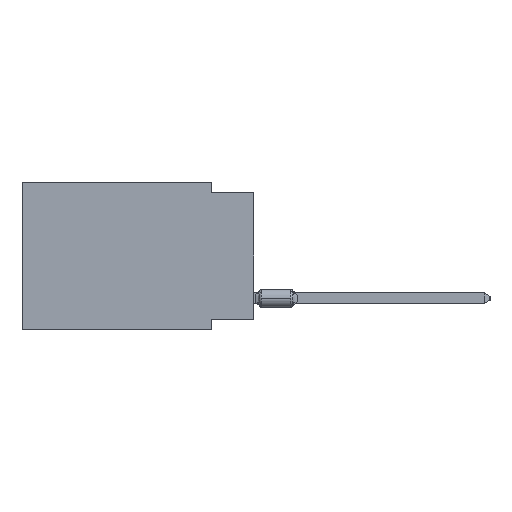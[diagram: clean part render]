
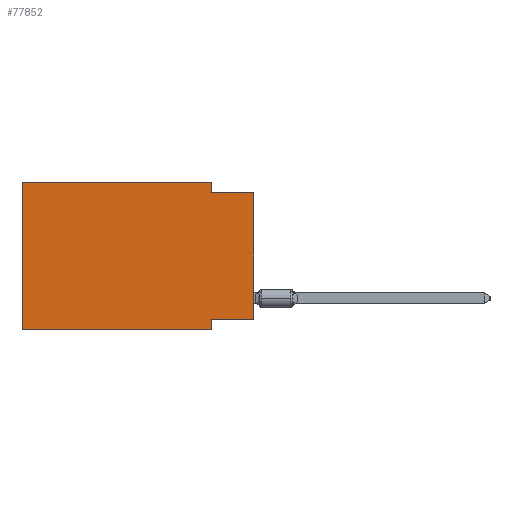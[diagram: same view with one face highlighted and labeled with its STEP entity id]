
A CAD part, left-side view. The second image highlights one B-rep face of the part: STEP entity #77852.
In plain terms, the highlighted planar face has unit normal (-1, 0, 0).
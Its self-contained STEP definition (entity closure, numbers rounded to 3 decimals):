
#815 = DIRECTION ( 'NONE',  ( 0., 0., 1. ) ) ;
#980 = VECTOR ( 'NONE', #12896, 1000. ) ;
#3208 = VERTEX_POINT ( 'NONE', #91340 ) ;
#3307 = ORIENTED_EDGE ( 'NONE', *, *, #31711, .F. ) ;
#3472 = DIRECTION ( 'NONE',  ( 0., 1., 0. ) ) ;
#4957 = VERTEX_POINT ( 'NONE', #80329 ) ;
#7145 = LINE ( 'NONE', #15161, #26729 ) ;
#9242 = VECTOR ( 'NONE', #38477, 1000. ) ;
#9902 = CARTESIAN_POINT ( 'NONE',  ( 0., 2.54, -8.255 ) ) ;
#10275 = PLANE ( 'NONE',  #53141 ) ;
#11099 = ORIENTED_EDGE ( 'NONE', *, *, #91455, .T. ) ;
#12758 = VECTOR ( 'NONE', #3472, 1000. ) ;
#12896 = DIRECTION ( 'NONE',  ( 0., -1., 0. ) ) ;
#14500 = LINE ( 'NONE', #46036, #980 ) ;
#15161 = CARTESIAN_POINT ( 'NONE',  ( 0., 2.54, 0. ) ) ;
#17235 = ORIENTED_EDGE ( 'NONE', *, *, #94820, .F. ) ;
#21622 = EDGE_CURVE ( 'NONE', #47109, #92206, #71652, .T. ) ;
#22617 = ORIENTED_EDGE ( 'NONE', *, *, #21622, .F. ) ;
#26729 = VECTOR ( 'NONE', #30669, 1000. ) ;
#28481 = LINE ( 'NONE', #77138, #31164 ) ;
#29446 = CARTESIAN_POINT ( 'NONE',  ( 0., 2.54, 0. ) ) ;
#29532 = VECTOR ( 'NONE', #64774, 1000. ) ;
#29867 = CARTESIAN_POINT ( 'NONE',  ( 0., 13.97, 0. ) ) ;
#30669 = DIRECTION ( 'NONE',  ( 0., 0., -1. ) ) ;
#30977 = VERTEX_POINT ( 'NONE', #35174 ) ;
#31164 = VECTOR ( 'NONE', #35999, 1000. ) ;
#31711 = EDGE_CURVE ( 'NONE', #30977, #4957, #58862, .T. ) ;
#32056 = CARTESIAN_POINT ( 'NONE',  ( 0., 2.54, -8.89 ) ) ;
#33118 = EDGE_CURVE ( 'NONE', #68073, #92206, #69499, .T. ) ;
#35174 = CARTESIAN_POINT ( 'NONE',  ( 0., 2.54, -0.635 ) ) ;
#35999 = DIRECTION ( 'NONE',  ( 0., 0., 1. ) ) ;
#38477 = DIRECTION ( 'NONE',  ( 0., -1., 0. ) ) ;
#42868 = CARTESIAN_POINT ( 'NONE',  ( 0., 13.97, 0. ) ) ;
#44605 = VECTOR ( 'NONE', #815, 1000. ) ;
#46036 = CARTESIAN_POINT ( 'NONE',  ( 0., 13.97, 0. ) ) ;
#47109 = VERTEX_POINT ( 'NONE', #9902 ) ;
#48922 = CARTESIAN_POINT ( 'NONE',  ( 0., 13.97, 0. ) ) ;
#49302 = DIRECTION ( 'NONE',  ( 1., 0., 0. ) ) ;
#51779 = CARTESIAN_POINT ( 'NONE',  ( 0., 2.54, -8.89 ) ) ;
#53141 = AXIS2_PLACEMENT_3D ( 'NONE', #42868, #49302, #89920 ) ;
#56541 = EDGE_CURVE ( 'NONE', #78004, #30977, #7145, .T. ) ;
#57049 = ORIENTED_EDGE ( 'NONE', *, *, #56541, .F. ) ;
#58862 = LINE ( 'NONE', #91444, #29532 ) ;
#59999 = VERTEX_POINT ( 'NONE', #29867 ) ;
#62651 = ORIENTED_EDGE ( 'NONE', *, *, #82969, .F. ) ;
#64774 = DIRECTION ( 'NONE',  ( 0., -1., 0. ) ) ;
#65184 = DIRECTION ( 'NONE',  ( 0., 0., -1. ) ) ;
#66197 = EDGE_CURVE ( 'NONE', #68073, #59999, #98080, .T. ) ;
#68073 = VERTEX_POINT ( 'NONE', #77642 ) ;
#69499 = LINE ( 'NONE', #80154, #9242 ) ;
#71652 = LINE ( 'NONE', #32056, #103321 ) ;
#76693 = CARTESIAN_POINT ( 'NONE',  ( 0., 0., -8.255 ) ) ;
#77138 = CARTESIAN_POINT ( 'NONE',  ( 0., 0., 0. ) ) ;
#77205 = EDGE_LOOP ( 'NONE', ( #11099, #3307, #57049, #17235, #101670, #99922, #22617, #62651 ) ) ;
#77642 = CARTESIAN_POINT ( 'NONE',  ( 0., 13.97, -8.89 ) ) ;
#77852 = ADVANCED_FACE ( 'NONE', ( #91490 ), #10275, .F. ) ;
#78004 = VERTEX_POINT ( 'NONE', #29446 ) ;
#80154 = CARTESIAN_POINT ( 'NONE',  ( 0., 13.97, -8.89 ) ) ;
#80329 = CARTESIAN_POINT ( 'NONE',  ( 0., 0., -0.635 ) ) ;
#82969 = EDGE_CURVE ( 'NONE', #3208, #47109, #85230, .T. ) ;
#85230 = LINE ( 'NONE', #76693, #12758 ) ;
#89920 = DIRECTION ( 'NONE',  ( 0., 0., -1. ) ) ;
#91340 = CARTESIAN_POINT ( 'NONE',  ( 0., 0., -8.255 ) ) ;
#91444 = CARTESIAN_POINT ( 'NONE',  ( 0., 0., -0.635 ) ) ;
#91455 = EDGE_CURVE ( 'NONE', #3208, #4957, #28481, .T. ) ;
#91490 = FACE_OUTER_BOUND ( 'NONE', #77205, .T. ) ;
#92206 = VERTEX_POINT ( 'NONE', #51779 ) ;
#94820 = EDGE_CURVE ( 'NONE', #59999, #78004, #14500, .T. ) ;
#98080 = LINE ( 'NONE', #48922, #44605 ) ;
#99922 = ORIENTED_EDGE ( 'NONE', *, *, #33118, .T. ) ;
#101670 = ORIENTED_EDGE ( 'NONE', *, *, #66197, .F. ) ;
#103321 = VECTOR ( 'NONE', #65184, 1000. ) ;
